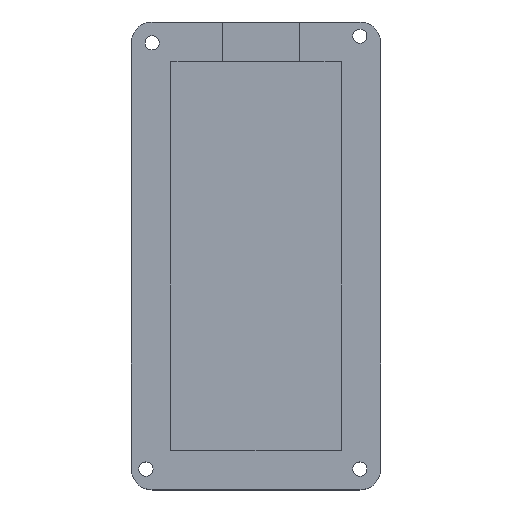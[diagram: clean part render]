
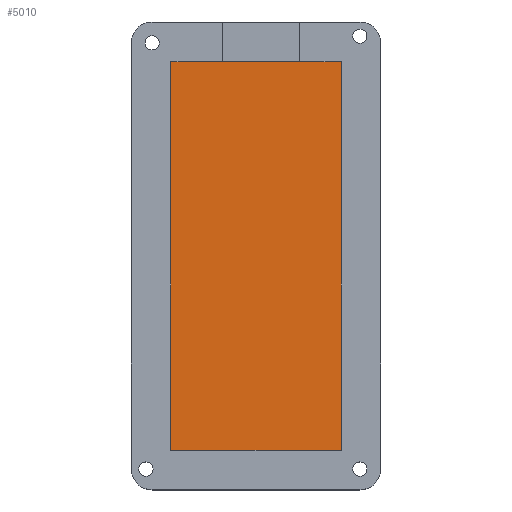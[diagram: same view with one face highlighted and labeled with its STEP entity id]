
A CAD part, top view. The second image highlights one B-rep face of the part: STEP entity #5010.
In plain terms, the highlighted planar face has unit normal (0, 0, 1).
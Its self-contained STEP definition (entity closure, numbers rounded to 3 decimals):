
#782=FACE_OUTER_BOUND('',#1077,.T.);
#1077=EDGE_LOOP('',(#4578,#4579,#4580,#4581));
#1501=LINE('',#9898,#1918);
#1503=LINE('',#9903,#1920);
#1504=LINE('',#9904,#1921);
#1505=LINE('',#9905,#1922);
#1918=VECTOR('',#5826,10.);
#1920=VECTOR('',#5830,10.);
#1921=VECTOR('',#5831,10.);
#1922=VECTOR('',#5832,10.);
#2415=VERTEX_POINT('',#9895);
#2416=VERTEX_POINT('',#9897);
#2417=VERTEX_POINT('',#9901);
#2418=VERTEX_POINT('',#9902);
#3145=EDGE_CURVE('',#2415,#2416,#1501,.T.);
#3147=EDGE_CURVE('',#2417,#2418,#1503,.T.);
#3148=EDGE_CURVE('',#2416,#2417,#1504,.T.);
#3149=EDGE_CURVE('',#2418,#2415,#1505,.T.);
#4578=ORIENTED_EDGE('',*,*,#3147,.F.);
#4579=ORIENTED_EDGE('',*,*,#3148,.F.);
#4580=ORIENTED_EDGE('',*,*,#3145,.F.);
#4581=ORIENTED_EDGE('',*,*,#3149,.F.);
#4748=PLANE('',#5160);
#5010=ADVANCED_FACE('',(#782),#4748,.T.);
#5160=AXIS2_PLACEMENT_3D('',#9900,#5828,#5829);
#5826=DIRECTION('',(1.,0.,0.));
#5828=DIRECTION('center_axis',(0.,0.,1.));
#5829=DIRECTION('ref_axis',(1.,0.,0.));
#5830=DIRECTION('',(-1.,0.,0.));
#5831=DIRECTION('',(0.,-1.,0.));
#5832=DIRECTION('',(0.,1.,0.));
#9895=CARTESIAN_POINT('',(-21.554,17.68,3.));
#9897=CARTESIAN_POINT('',(19.246,17.68,3.));
#9898=CARTESIAN_POINT('',(-11.354,17.68,3.));
#9900=CARTESIAN_POINT('Origin',(-1.154,-28.9,3.));
#9901=CARTESIAN_POINT('',(19.246,-75.48,3.));
#9902=CARTESIAN_POINT('',(-21.554,-75.48,3.));
#9903=CARTESIAN_POINT('',(9.046,-75.48,3.));
#9904=CARTESIAN_POINT('',(19.246,-5.61,3.));
#9905=CARTESIAN_POINT('',(-21.554,-52.19,3.));
